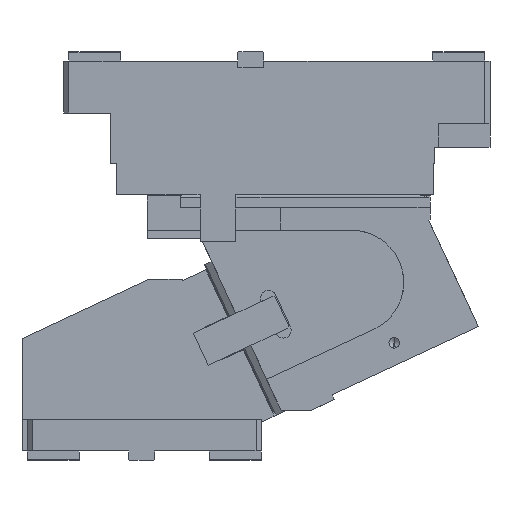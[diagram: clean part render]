
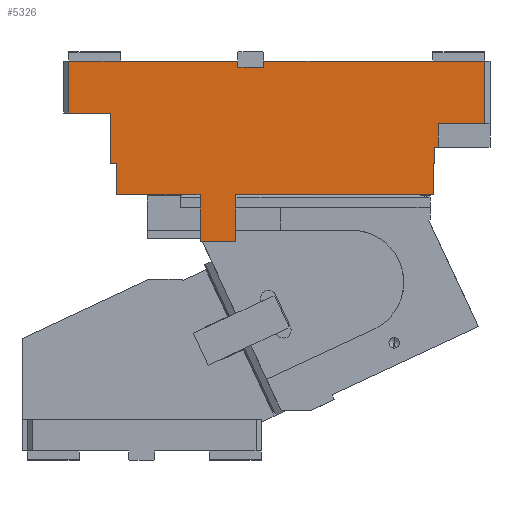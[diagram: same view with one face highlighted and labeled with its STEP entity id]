
A CAD part, front view. The second image highlights one B-rep face of the part: STEP entity #5326.
In plain terms, the highlighted planar face has unit normal (0, -1, 0).
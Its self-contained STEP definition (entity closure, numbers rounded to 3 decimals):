
#659=CARTESIAN_POINT('Vertex',(355.87,-175.,-98.77)) ;
#708=CARTESIAN_POINT('Vertex',(356.37,-175.,-98.77)) ;
#711=CARTESIAN_POINT('Line Origine',(356.12,-175.,-98.77)) ;
#765=CARTESIAN_POINT('Line Origine',(84.87,-175.,-128.77)) ;
#769=CARTESIAN_POINT('Vertex',(50.87,-175.,-128.77)) ;
#771=CARTESIAN_POINT('Vertex',(118.87,-175.,-128.77)) ;
#846=CARTESIAN_POINT('Vertex',(355.87,-175.,-128.77)) ;
#849=CARTESIAN_POINT('Line Origine',(260.62,-175.,-128.77)) ;
#853=CARTESIAN_POINT('Vertex',(165.37,-175.,-128.77)) ;
#874=CARTESIAN_POINT('Vertex',(131.37,-175.,-128.77)) ;
#877=CARTESIAN_POINT('Line Origine',(125.12,-175.,-128.77)) ;
#1041=CARTESIAN_POINT('Line Origine',(355.87,-175.,-113.77)) ;
#1771=CARTESIAN_POINT('Vertex',(131.37,-175.,-173.27)) ;
#1785=CARTESIAN_POINT('Vertex',(165.37,-175.,-173.27)) ;
#1788=CARTESIAN_POINT('Line Origine',(148.37,-175.,-173.27)) ;
#2265=CARTESIAN_POINT('Line Origine',(405.,-175.,-30.05)) ;
#2269=CARTESIAN_POINT('Vertex',(405.,-175.,-60.1)) ;
#2271=CARTESIAN_POINT('Vertex',(405.,-175.,0.)) ;
#2478=CARTESIAN_POINT('Line Origine',(382.635,-175.,-60.1)) ;
#2482=CARTESIAN_POINT('Vertex',(360.27,-175.,-60.1)) ;
#2990=CARTESIAN_POINT('Line Origine',(360.27,-175.,-71.6)) ;
#2994=CARTESIAN_POINT('Vertex',(360.27,-175.,-83.1)) ;
#3014=CARTESIAN_POINT('Line Origine',(358.32,-175.,-83.1)) ;
#3018=CARTESIAN_POINT('Vertex',(356.37,-175.,-83.1)) ;
#3049=CARTESIAN_POINT('Line Origine',(356.37,-175.,-90.935)) ;
#3521=CARTESIAN_POINT('Vertex',(45.,-175.,-50.)) ;
#3524=CARTESIAN_POINT('Line Origine',(25.,-175.,-50.)) ;
#3528=CARTESIAN_POINT('Vertex',(5.,-175.,-50.)) ;
#3573=CARTESIAN_POINT('Line Origine',(5.,-175.,-25.)) ;
#3577=CARTESIAN_POINT('Vertex',(5.,-175.,0.)) ;
#4544=CARTESIAN_POINT('Line Origine',(131.37,-175.,-151.02)) ;
#4762=CARTESIAN_POINT('Line Origine',(165.37,-175.,-151.02)) ;
#4786=CARTESIAN_POINT('Line Origine',(50.87,-175.,-113.77)) ;
#4790=CARTESIAN_POINT('Vertex',(50.87,-175.,-98.77)) ;
#4814=CARTESIAN_POINT('Line Origine',(47.935,-175.,-98.77)) ;
#4818=CARTESIAN_POINT('Vertex',(45.,-175.,-98.77)) ;
#5249=CARTESIAN_POINT('Line Origine',(45.,-175.,-74.385)) ;
#5263=CARTESIAN_POINT('Axis2P3D Location',(0.,-175.,0.)) ;
#5268=CARTESIAN_POINT('Line Origine',(180.,-175.,-6.)) ;
#5272=CARTESIAN_POINT('Vertex',(167.5,-175.,-6.)) ;
#5274=CARTESIAN_POINT('Vertex',(192.5,-175.,-6.)) ;
#5277=CARTESIAN_POINT('Line Origine',(167.5,-175.,-3.)) ;
#5281=CARTESIAN_POINT('Vertex',(167.5,-175.,0.)) ;
#5284=CARTESIAN_POINT('Line Origine',(86.25,-175.,0.)) ;
#5289=CARTESIAN_POINT('Line Origine',(298.75,-175.,0.)) ;
#5293=CARTESIAN_POINT('Vertex',(192.5,-175.,0.)) ;
#5296=CARTESIAN_POINT('Line Origine',(192.5,-175.,-3.)) ;
#712=DIRECTION('Vector Direction',(-1.,0.,0.)) ;
#766=DIRECTION('Vector Direction',(1.,0.,0.)) ;
#850=DIRECTION('Vector Direction',(-1.,0.,0.)) ;
#878=DIRECTION('Vector Direction',(-1.,0.,0.)) ;
#1042=DIRECTION('Vector Direction',(0.,0.,-1.)) ;
#1789=DIRECTION('Vector Direction',(1.,0.,0.)) ;
#2266=DIRECTION('Vector Direction',(0.,0.,1.)) ;
#2479=DIRECTION('Vector Direction',(1.,0.,0.)) ;
#2991=DIRECTION('Vector Direction',(0.,0.,1.)) ;
#3015=DIRECTION('Vector Direction',(-1.,0.,0.)) ;
#3050=DIRECTION('Vector Direction',(0.,0.,-1.)) ;
#3525=DIRECTION('Vector Direction',(1.,0.,0.)) ;
#3574=DIRECTION('Vector Direction',(0.,0.,-1.)) ;
#4545=DIRECTION('Vector Direction',(0.,0.,1.)) ;
#4763=DIRECTION('Vector Direction',(0.,0.,1.)) ;
#4787=DIRECTION('Vector Direction',(0.,0.,-1.)) ;
#4815=DIRECTION('Vector Direction',(-1.,0.,0.)) ;
#5250=DIRECTION('Vector Direction',(0.,0.,-1.)) ;
#5264=DIRECTION('Axis2P3D Direction',(0.,1.,0.)) ;
#5265=DIRECTION('Axis2P3D XDirection',(0.,0.,1.)) ;
#5269=DIRECTION('Vector Direction',(1.,0.,0.)) ;
#5278=DIRECTION('Vector Direction',(0.,0.,1.)) ;
#5285=DIRECTION('Vector Direction',(1.,0.,0.)) ;
#5290=DIRECTION('Vector Direction',(1.,0.,0.)) ;
#5297=DIRECTION('Vector Direction',(0.,0.,-1.)) ;
#5266=AXIS2_PLACEMENT_3D('Plane Axis2P3D',#5263,#5264,#5265) ;
#5302=ORIENTED_EDGE('',*,*,#5276,.F.) ;
#5303=ORIENTED_EDGE('',*,*,#5283,.T.) ;
#5304=ORIENTED_EDGE('',*,*,#5288,.F.) ;
#5305=ORIENTED_EDGE('',*,*,#3579,.T.) ;
#5306=ORIENTED_EDGE('',*,*,#3530,.T.) ;
#5307=ORIENTED_EDGE('',*,*,#5253,.T.) ;
#5308=ORIENTED_EDGE('',*,*,#4820,.F.) ;
#5309=ORIENTED_EDGE('',*,*,#4792,.T.) ;
#5310=ORIENTED_EDGE('',*,*,#773,.T.) ;
#5311=ORIENTED_EDGE('',*,*,#881,.T.) ;
#5312=ORIENTED_EDGE('',*,*,#4548,.F.) ;
#5313=ORIENTED_EDGE('',*,*,#1792,.T.) ;
#5314=ORIENTED_EDGE('',*,*,#4766,.T.) ;
#5315=ORIENTED_EDGE('',*,*,#855,.T.) ;
#5316=ORIENTED_EDGE('',*,*,#1045,.T.) ;
#5317=ORIENTED_EDGE('',*,*,#715,.F.) ;
#5318=ORIENTED_EDGE('',*,*,#3053,.F.) ;
#5319=ORIENTED_EDGE('',*,*,#3020,.F.) ;
#5320=ORIENTED_EDGE('',*,*,#2996,.T.) ;
#5321=ORIENTED_EDGE('',*,*,#2484,.T.) ;
#5322=ORIENTED_EDGE('',*,*,#2273,.T.) ;
#5323=ORIENTED_EDGE('',*,*,#5295,.F.) ;
#5324=ORIENTED_EDGE('',*,*,#5300,.T.) ;
#713=VECTOR('Line Direction',#712,1.) ;
#767=VECTOR('Line Direction',#766,1.) ;
#851=VECTOR('Line Direction',#850,1.) ;
#879=VECTOR('Line Direction',#878,1.) ;
#1043=VECTOR('Line Direction',#1042,1.) ;
#1790=VECTOR('Line Direction',#1789,1.) ;
#2267=VECTOR('Line Direction',#2266,1.) ;
#2480=VECTOR('Line Direction',#2479,1.) ;
#2992=VECTOR('Line Direction',#2991,1.) ;
#3016=VECTOR('Line Direction',#3015,1.) ;
#3051=VECTOR('Line Direction',#3050,1.) ;
#3526=VECTOR('Line Direction',#3525,1.) ;
#3575=VECTOR('Line Direction',#3574,1.) ;
#4546=VECTOR('Line Direction',#4545,1.) ;
#4764=VECTOR('Line Direction',#4763,1.) ;
#4788=VECTOR('Line Direction',#4787,1.) ;
#4816=VECTOR('Line Direction',#4815,1.) ;
#5251=VECTOR('Line Direction',#5250,1.) ;
#5270=VECTOR('Line Direction',#5269,1.) ;
#5279=VECTOR('Line Direction',#5278,1.) ;
#5286=VECTOR('Line Direction',#5285,1.) ;
#5291=VECTOR('Line Direction',#5290,1.) ;
#5298=VECTOR('Line Direction',#5297,1.) ;
#5326=ADVANCED_FACE('CAM HOLDER',(#5325),#5267,.F.) ;
#715=EDGE_CURVE('',#709,#660,#714,.T.) ;
#773=EDGE_CURVE('',#770,#772,#768,.T.) ;
#855=EDGE_CURVE('',#854,#847,#852,.F.) ;
#881=EDGE_CURVE('',#772,#875,#880,.F.) ;
#1045=EDGE_CURVE('',#847,#660,#1044,.F.) ;
#1792=EDGE_CURVE('',#1772,#1786,#1791,.T.) ;
#2273=EDGE_CURVE('',#2270,#2272,#2268,.T.) ;
#2484=EDGE_CURVE('',#2483,#2270,#2481,.T.) ;
#2996=EDGE_CURVE('',#2995,#2483,#2993,.T.) ;
#3020=EDGE_CURVE('',#2995,#3019,#3017,.T.) ;
#3053=EDGE_CURVE('',#3019,#709,#3052,.T.) ;
#3530=EDGE_CURVE('',#3529,#3522,#3527,.T.) ;
#3579=EDGE_CURVE('',#3578,#3529,#3576,.T.) ;
#4548=EDGE_CURVE('',#1772,#875,#4547,.T.) ;
#4766=EDGE_CURVE('',#1786,#854,#4765,.T.) ;
#4792=EDGE_CURVE('',#4791,#770,#4789,.T.) ;
#4820=EDGE_CURVE('',#4791,#4819,#4817,.T.) ;
#5253=EDGE_CURVE('',#3522,#4819,#5252,.T.) ;
#5276=EDGE_CURVE('',#5273,#5275,#5271,.T.) ;
#5283=EDGE_CURVE('',#5273,#5282,#5280,.T.) ;
#5288=EDGE_CURVE('',#3578,#5282,#5287,.T.) ;
#5295=EDGE_CURVE('',#5294,#2272,#5292,.T.) ;
#5300=EDGE_CURVE('',#5294,#5275,#5299,.T.) ;
#5301=EDGE_LOOP('',(#5302,#5303,#5304,#5305,#5306,#5307,#5308,#5309,#5310,#5311,#5312,#5313,#5314,#5315,#5316,#5317,#5318,#5319,#5320,#5321,#5322,#5323,#5324)) ;
#5325=FACE_OUTER_BOUND('',#5301,.T.) ;
#714=LINE('Line',#711,#713) ;
#768=LINE('Line',#765,#767) ;
#852=LINE('Line',#849,#851) ;
#880=LINE('Line',#877,#879) ;
#1044=LINE('Line',#1041,#1043) ;
#1791=LINE('Line',#1788,#1790) ;
#2268=LINE('Line',#2265,#2267) ;
#2481=LINE('Line',#2478,#2480) ;
#2993=LINE('Line',#2990,#2992) ;
#3017=LINE('Line',#3014,#3016) ;
#3052=LINE('Line',#3049,#3051) ;
#3527=LINE('Line',#3524,#3526) ;
#3576=LINE('Line',#3573,#3575) ;
#4547=LINE('Line',#4544,#4546) ;
#4765=LINE('Line',#4762,#4764) ;
#4789=LINE('Line',#4786,#4788) ;
#4817=LINE('Line',#4814,#4816) ;
#5252=LINE('Line',#5249,#5251) ;
#5271=LINE('Line',#5268,#5270) ;
#5280=LINE('Line',#5277,#5279) ;
#5287=LINE('Line',#5284,#5286) ;
#5292=LINE('Line',#5289,#5291) ;
#5299=LINE('Line',#5296,#5298) ;
#5267=PLANE('Plane',#5266) ;
#660=VERTEX_POINT('',#659) ;
#709=VERTEX_POINT('',#708) ;
#770=VERTEX_POINT('',#769) ;
#772=VERTEX_POINT('',#771) ;
#847=VERTEX_POINT('',#846) ;
#854=VERTEX_POINT('',#853) ;
#875=VERTEX_POINT('',#874) ;
#1772=VERTEX_POINT('',#1771) ;
#1786=VERTEX_POINT('',#1785) ;
#2270=VERTEX_POINT('',#2269) ;
#2272=VERTEX_POINT('',#2271) ;
#2483=VERTEX_POINT('',#2482) ;
#2995=VERTEX_POINT('',#2994) ;
#3019=VERTEX_POINT('',#3018) ;
#3522=VERTEX_POINT('',#3521) ;
#3529=VERTEX_POINT('',#3528) ;
#3578=VERTEX_POINT('',#3577) ;
#4791=VERTEX_POINT('',#4790) ;
#4819=VERTEX_POINT('',#4818) ;
#5273=VERTEX_POINT('',#5272) ;
#5275=VERTEX_POINT('',#5274) ;
#5282=VERTEX_POINT('',#5281) ;
#5294=VERTEX_POINT('',#5293) ;
